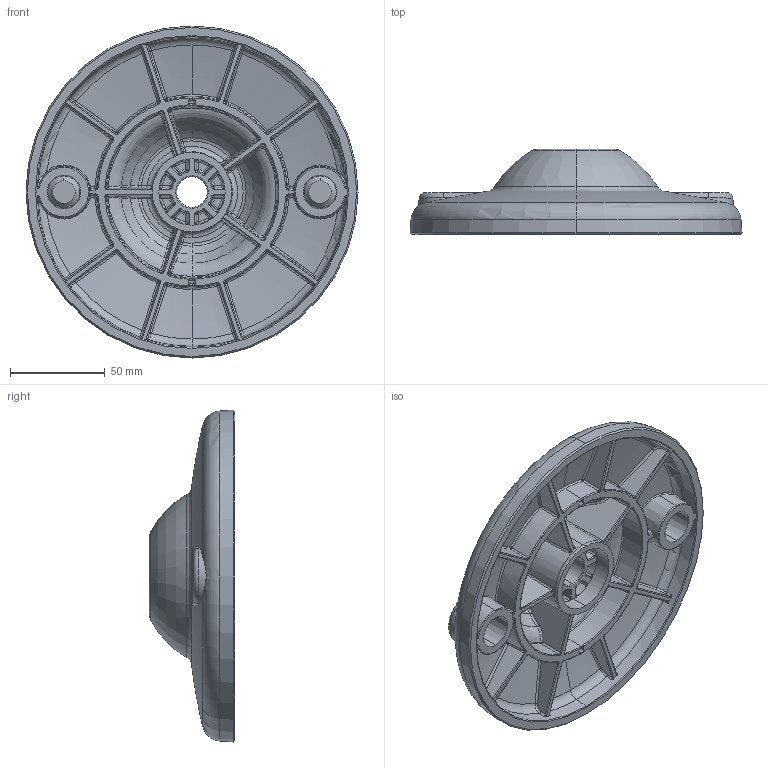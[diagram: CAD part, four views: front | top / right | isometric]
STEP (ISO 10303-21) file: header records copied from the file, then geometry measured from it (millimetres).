
FILE_DESCRIPTION (( 'STEP AP214' ), '1' );
FILE_NAME ('098k175kbz.STEP', '2014-08-12T12:49:23', ( '' ), ( '' ), 'SwSTEP 2.0', 'SolidWorks 2014', '' );
FILE_SCHEMA (( 'AUTOMOTIVE_DESIGN' ));
Length unit declared in the file: millimetre
Products named in the file (1): 098k175kbz
Bounding box: 175 x 45 x 175 mm (x, y, z)
Volume: 241877.2 mm3; surface area: 95307.7 mm2
Topology: 1 solids, 1 shells, 787 faces, 1887 edges, 1041 vertices
Faces by surface type: bspline 366, torus 148, cylinder 98, plane 84, cone 55, sphere 36
Entity records: 34092 total; most frequent: CARTESIAN_POINT 18902, ORIENTED_EDGE 3642, DIRECTION 2632, EDGE_CURVE 1821, AXIS2_PLACEMENT_3D 1209, VERTEX_POINT 1041, B_SPLINE_CURVE_WITH_KNOTS 796, EDGE_LOOP 794
